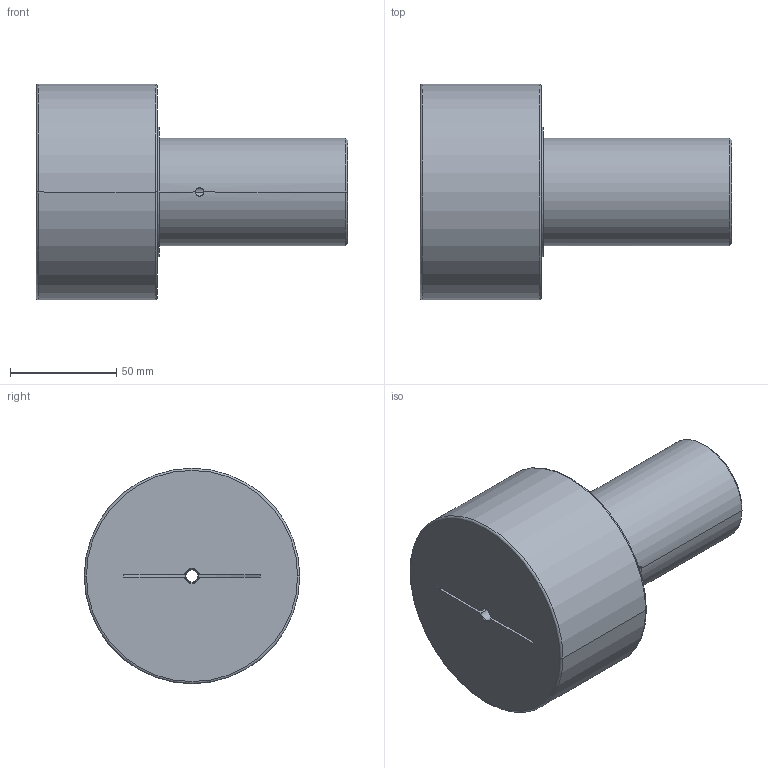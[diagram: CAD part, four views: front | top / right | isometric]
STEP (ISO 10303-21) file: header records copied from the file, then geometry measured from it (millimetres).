
FILE_DESCRIPTION(('starvars output'),'2;1');
FILE_NAME('TIN20726.stp','09:19:41 2014/10/22',( 'Thomas Industrial Network Germany GmbH'),( 'Thomas Industrial Network Germany GmbH'),'unknown preprocess','ACIS' ,'unknown authorization');
FILE_SCHEMA(('AUTOMOTIVE_DESIGN_CC2 {UNKNOWN IMPLEMENTATION LEVEL}'));
Length unit declared in the file: millimetre
Products named in the file (1): PRODUCT_ID_1
Bounding box: 146.84 x 101.6 x 101.6 mm (x, y, z)
Volume: 640078.9 mm3; surface area: 52549.1 mm2
Topology: 1 solids, 1 shells, 41 faces, 98 edges, 59 vertices
Faces by surface type: cylinder 18, cone 10, plane 9, torus 4
Entity records: 1510 total; most frequent: CARTESIAN_POINT 293, ORIENTED_EDGE 196, DIRECTION 133, EDGE_CURVE 98, VERTEX_POINT 59, AXIS2_PLACEMENT_3D 49, EDGE_LOOP 45, FACE_BOUND 45
